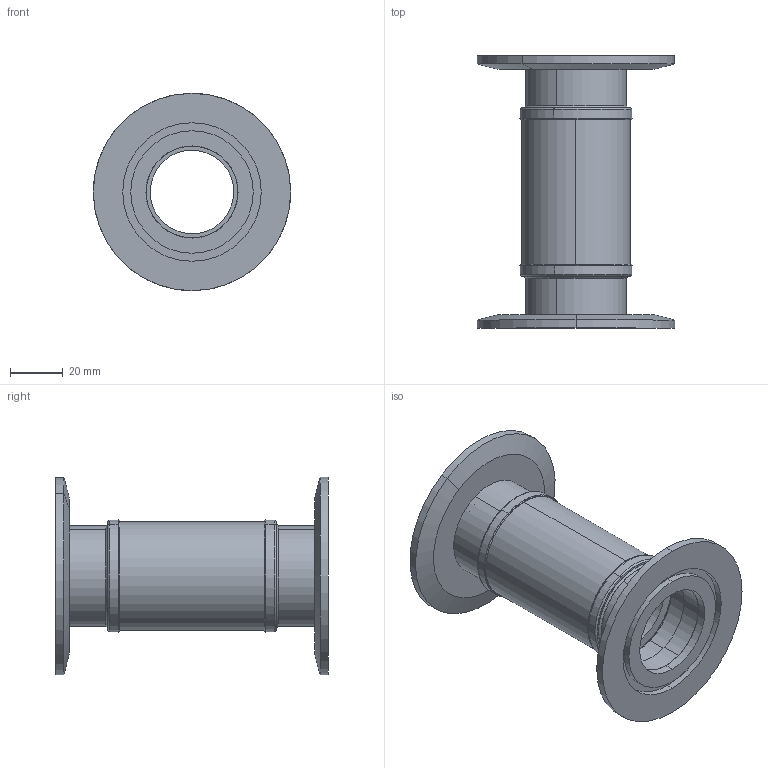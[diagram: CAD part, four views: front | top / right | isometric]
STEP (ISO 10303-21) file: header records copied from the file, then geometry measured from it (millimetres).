
FILE_DESCRIPTION (( 'STEP AP203' ), '1' );
FILE_NAME ('A0597-4-QF.STEP', '2013-11-06T12:15:44', ( '' ), ( '' ), 'SwSTEP 2.0', 'SolidWorks 2012', '' );
FILE_SCHEMA (( 'CONFIG_CONTROL_DESIGN' ));
Length unit declared in the file: inch
Products named in the file (1): A0597-4-QF
Bounding box: 74.93 x 103.35 x 74.93 mm (x, y, z)
Volume: 67367.6 mm3; surface area: 44899.7 mm2
Topology: 1 solids, 1 shells, 126 faces, 252 edges, 144 vertices
Faces by surface type: cylinder 44, cone 32, torus 32, plane 18
Entity records: 3359 total; most frequent: DIRECTION 682, CARTESIAN_POINT 523, ORIENTED_EDGE 504, AXIS2_PLACEMENT_3D 303, EDGE_CURVE 252, CIRCLE 176, EDGE_LOOP 144, VERTEX_POINT 144
